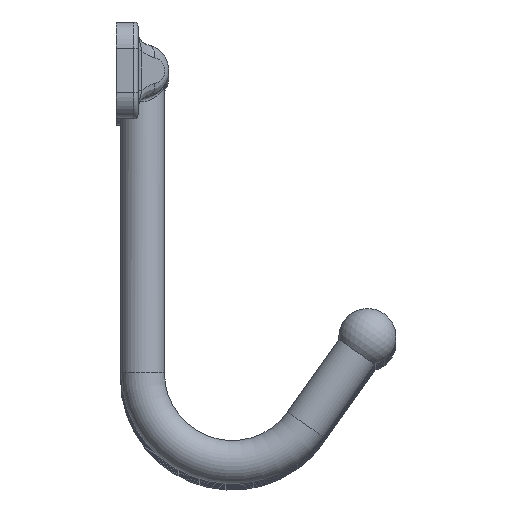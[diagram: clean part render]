
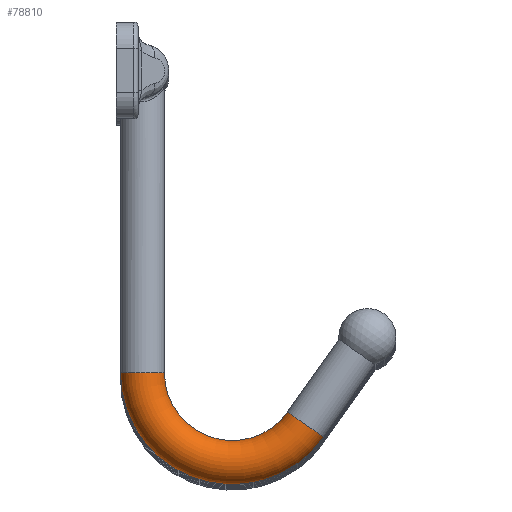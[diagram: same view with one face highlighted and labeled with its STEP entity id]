
A CAD part, top view. The second image highlights one B-rep face of the part: STEP entity #78810.
In plain terms, the highlighted toroidal (fillet/blend) face has major radius 10.2 mm and minor radius 2.5 mm.
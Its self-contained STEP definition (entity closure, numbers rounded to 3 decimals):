
#24990=CARTESIAN_POINT('',(5.,12.7,293.5));
#25000=VERTEX_POINT('',#24990);
#27920=CARTESIAN_POINT('',(0.,12.7,293.5));
#27930=VERTEX_POINT('',#27920);
#27960=CARTESIAN_POINT('',(2.5,12.7,293.5));
#27970=DIRECTION('',(0.,-1.,0.));
#27980=DIRECTION('',(1.,0.,0.));
#27990=AXIS2_PLACEMENT_3D('',#27960,#27970,#27980);
#28000=CIRCLE('',#27990,2.5);
#78470=CARTESIAN_POINT('',(12.7,12.7,293.5));
#78480=DIRECTION('',(0.,0.,1.));
#78490=DIRECTION('',(-1.,0.,0.));
#78500=AXIS2_PLACEMENT_3D('',#78470,#78480,#78490);
#78510=TOROIDAL_SURFACE('',#78500,10.2,2.5);
#78520=CARTESIAN_POINT('',(12.7,12.7,293.5));
#78530=DIRECTION('',(0.,0.,1.));
#78540=DIRECTION('',(-1.,0.,0.));
#78550=AXIS2_PLACEMENT_3D('',#78520,#78530,#78540);
#78560=CIRCLE('',#78550,12.7);
#78570=CARTESIAN_POINT('',(23.065,5.361,293.5));
#78580=VERTEX_POINT('',#78570);
#78590=EDGE_CURVE('',#27930,#78580,#78560,.T.);
#78600=ORIENTED_EDGE('',*,*,#78590,.T.);
#78610=EDGE_CURVE('',#25000,#27930,#28000,.T.);
#78620=ORIENTED_EDGE('',*,*,#78610,.T.);
#78630=CARTESIAN_POINT('',(12.7,12.7,293.5));
#78640=DIRECTION('',(0.,0.,1.));
#78650=DIRECTION('',(-1.,0.,0.));
#78660=AXIS2_PLACEMENT_3D('',#78630,#78640,#78650);
#78670=CIRCLE('',#78660,7.7);
#78680=CARTESIAN_POINT('',(18.984,8.25,293.5));
#78690=VERTEX_POINT('',#78680);
#78700=EDGE_CURVE('',#25000,#78690,#78670,.T.);
#78710=ORIENTED_EDGE('',*,*,#78700,.F.);
#78720=CARTESIAN_POINT('',(21.025,6.806,293.5));
#78730=DIRECTION('',(-0.578,-0.816,0.));
#78740=DIRECTION('',(-0.816,0.578,0.));
#78750=AXIS2_PLACEMENT_3D('',#78720,#78730,#78740);
#78760=CIRCLE('',#78750,2.5);
#78770=EDGE_CURVE('',#78580,#78690,#78760,.T.);
#78780=ORIENTED_EDGE('',*,*,#78770,.T.);
#78790=EDGE_LOOP('',(#78780,#78710,#78620,#78600));
#78800=FACE_OUTER_BOUND('',#78790,.T.);
#78810=ADVANCED_FACE('',(#78800),#78510,.T.);
